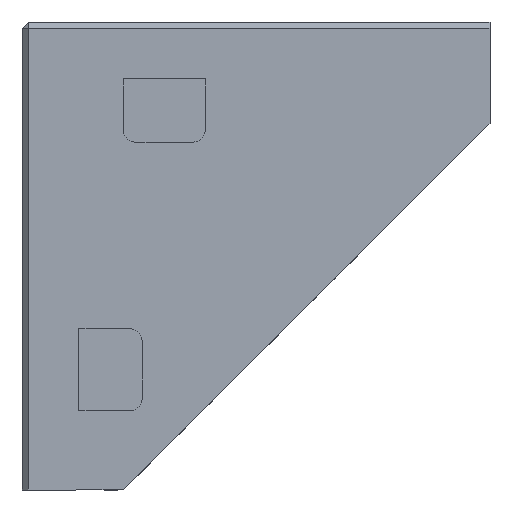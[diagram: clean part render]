
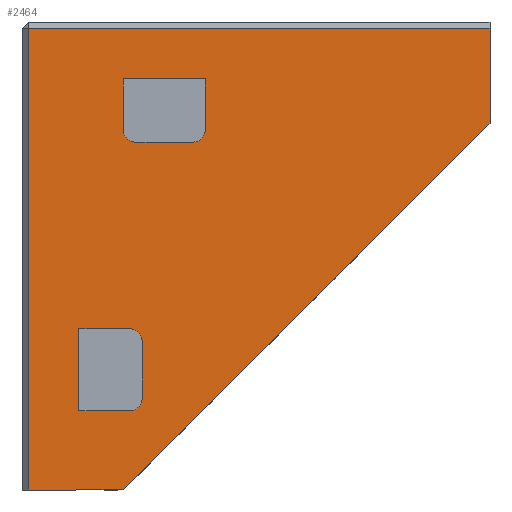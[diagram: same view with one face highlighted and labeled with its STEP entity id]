
A CAD part, front view. The second image highlights one B-rep face of the part: STEP entity #2464.
In plain terms, the highlighted planar face has unit normal (0, -1, 0).
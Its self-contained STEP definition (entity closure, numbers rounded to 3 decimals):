
#44 = CARTESIAN_POINT ( 'NONE',  ( -5.65, 0., 9. ) ) ;
#98 = VECTOR ( 'NONE', #1236, 1000. ) ;
#231 = DIRECTION ( 'NONE',  ( 0., -1., 0. ) ) ;
#239 = VERTEX_POINT ( 'NONE', #1761 ) ;
#243 = VECTOR ( 'NONE', #1631, 1000. ) ;
#291 = CIRCLE ( 'NONE', #3283, 1. ) ;
#308 = EDGE_LOOP ( 'NONE', ( #3085, #360, #373, #2709, #2819, #2749 ) ) ;
#316 = VECTOR ( 'NONE', #3104, 1000. ) ;
#346 = ORIENTED_EDGE ( 'NONE', *, *, #651, .F. ) ;
#360 = ORIENTED_EDGE ( 'NONE', *, *, #1244, .F. ) ;
#373 = ORIENTED_EDGE ( 'NONE', *, *, #2689, .F. ) ;
#377 = LINE ( 'NONE', #1473, #2913 ) ;
#398 = LINE ( 'NONE', #725, #2344 ) ;
#443 = CARTESIAN_POINT ( 'NONE',  ( -18.5, 0., 18. ) ) ;
#445 = CARTESIAN_POINT ( 'NONE',  ( 0., 0., 0. ) ) ;
#505 = PLANE ( 'NONE',  #3340 ) ;
#516 = CARTESIAN_POINT ( 'NONE',  ( -14., 0., -10.5 ) ) ;
#523 = DIRECTION ( 'NONE',  ( 0., 0., -1. ) ) ;
#540 = ORIENTED_EDGE ( 'NONE', *, *, #3088, .T. ) ;
#557 = CARTESIAN_POINT ( 'NONE',  ( -10., 0., -12.25 ) ) ;
#567 = DIRECTION ( 'NONE',  ( 0., 0., -1. ) ) ;
#651 = EDGE_CURVE ( 'NONE', #2197, #1962, #2865, .T. ) ;
#725 = CARTESIAN_POINT ( 'NONE',  ( -10., 0., -5.75 ) ) ;
#735 = CARTESIAN_POINT ( 'NONE',  ( -4., 0., 10. ) ) ;
#749 = VECTOR ( 'NONE', #3287, 1000. ) ;
#761 = FACE_OUTER_BOUND ( 'NONE', #1781, .T. ) ;
#782 = CARTESIAN_POINT ( 'NONE',  ( -10.5, 0., 14. ) ) ;
#787 = DIRECTION ( 'NONE',  ( 0., 0., -1. ) ) ;
#799 = ORIENTED_EDGE ( 'NONE', *, *, #1170, .F. ) ;
#841 = VERTEX_POINT ( 'NONE', #782 ) ;
#870 = ORIENTED_EDGE ( 'NONE', *, *, #1374, .T. ) ;
#895 = EDGE_CURVE ( 'NONE', #1962, #841, #2458, .T. ) ;
#899 = VERTEX_POINT ( 'NONE', #921 ) ;
#900 = VECTOR ( 'NONE', #523, 1000. ) ;
#921 = CARTESIAN_POINT ( 'NONE',  ( 18.5, 0., 10.5 ) ) ;
#934 = CARTESIAN_POINT ( 'NONE',  ( -9., 0., -11.25 ) ) ;
#1060 = EDGE_CURVE ( 'NONE', #2272, #2197, #291, .T. ) ;
#1082 = DIRECTION ( 'NONE',  ( 0., -1., 0. ) ) ;
#1095 = EDGE_CURVE ( 'NONE', #1173, #2058, #377, .T. ) ;
#1106 = ORIENTED_EDGE ( 'NONE', *, *, #895, .F. ) ;
#1133 = CARTESIAN_POINT ( 'NONE',  ( -18., 0., -18.5 ) ) ;
#1170 = EDGE_CURVE ( 'NONE', #2747, #899, #1377, .T. ) ;
#1173 = VERTEX_POINT ( 'NONE', #934 ) ;
#1187 = DIRECTION ( 'NONE',  ( 0., 0., -1. ) ) ;
#1205 = CARTESIAN_POINT ( 'NONE',  ( -9.5, 0., 10. ) ) ;
#1236 = DIRECTION ( 'NONE',  ( 0., 0., -1. ) ) ;
#1244 = EDGE_CURVE ( 'NONE', #1696, #2652, #2429, .T. ) ;
#1258 = CARTESIAN_POINT ( 'NONE',  ( -14., 0., -12.25 ) ) ;
#1291 = DIRECTION ( 'NONE',  ( 0., 0., -1. ) ) ;
#1299 = ORIENTED_EDGE ( 'NONE', *, *, #2088, .F. ) ;
#1330 = FACE_BOUND ( 'NONE', #308, .T. ) ;
#1349 = LINE ( 'NONE', #2194, #243 ) ;
#1374 = EDGE_CURVE ( 'NONE', #2080, #899, #1349, .T. ) ;
#1377 = LINE ( 'NONE', #2247, #2764 ) ;
#1431 = DIRECTION ( 'NONE',  ( -1., 0., 0. ) ) ;
#1473 = CARTESIAN_POINT ( 'NONE',  ( -9., 0., -7.4 ) ) ;
#1489 = DIRECTION ( 'NONE',  ( -1., 0., 0. ) ) ;
#1628 = CARTESIAN_POINT ( 'NONE',  ( -10., 0., -6.75 ) ) ;
#1631 = DIRECTION ( 'NONE',  ( 0.707, 0., 0.707 ) ) ;
#1647 = DIRECTION ( 'NONE',  ( 0., -1., 0. ) ) ;
#1649 = CARTESIAN_POINT ( 'NONE',  ( 18.5, 0., 18. ) ) ;
#1665 = DIRECTION ( 'NONE',  ( 0., 0., -1. ) ) ;
#1696 = VERTEX_POINT ( 'NONE', #1258 ) ;
#1697 = VERTEX_POINT ( 'NONE', #2057 ) ;
#1703 = CARTESIAN_POINT ( 'NONE',  ( -8.75, 0., 14. ) ) ;
#1710 = DIRECTION ( 'NONE',  ( 0., 0., -1. ) ) ;
#1761 = CARTESIAN_POINT ( 'NONE',  ( -10., 0., -5.75 ) ) ;
#1774 = CARTESIAN_POINT ( 'NONE',  ( -5., 0., 10. ) ) ;
#1781 = EDGE_LOOP ( 'NONE', ( #540, #2799, #2813, #870, #799 ) ) ;
#1789 = DIRECTION ( 'NONE',  ( 0., -1., 0. ) ) ;
#1841 = VERTEX_POINT ( 'NONE', #2284 ) ;
#1849 = CARTESIAN_POINT ( 'NONE',  ( -10., 0., -11.25 ) ) ;
#1890 = DIRECTION ( 'NONE',  ( 0., -1., 0. ) ) ;
#1962 = VERTEX_POINT ( 'NONE', #2213 ) ;
#1985 = VECTOR ( 'NONE', #2992, 1000. ) ;
#1988 = LINE ( 'NONE', #1133, #98 ) ;
#1989 = LINE ( 'NONE', #443, #1985 ) ;
#2017 = EDGE_CURVE ( 'NONE', #841, #1841, #2800, .T. ) ;
#2033 = CIRCLE ( 'NONE', #3199, 1. ) ;
#2039 = EDGE_CURVE ( 'NONE', #2080, #2917, #2168, .T. ) ;
#2057 = CARTESIAN_POINT ( 'NONE',  ( -18., 0., 18. ) ) ;
#2058 = VERTEX_POINT ( 'NONE', #2607 ) ;
#2063 = CARTESIAN_POINT ( 'NONE',  ( -14., 0., -12.25 ) ) ;
#2064 = ORIENTED_EDGE ( 'NONE', *, *, #2017, .F. ) ;
#2073 = VECTOR ( 'NONE', #1431, 1000. ) ;
#2074 = VERTEX_POINT ( 'NONE', #3142 ) ;
#2080 = VERTEX_POINT ( 'NONE', #2123 ) ;
#2088 = EDGE_CURVE ( 'NONE', #1841, #2527, #2033, .T. ) ;
#2099 = DIRECTION ( 'NONE',  ( 0., 0., -1. ) ) ;
#2123 = CARTESIAN_POINT ( 'NONE',  ( -10.5, 0., -18.5 ) ) ;
#2134 = ORIENTED_EDGE ( 'NONE', *, *, #2637, .F. ) ;
#2143 = DIRECTION ( 'NONE',  ( 1., 0., 0. ) ) ;
#2158 = VECTOR ( 'NONE', #2346, 1000. ) ;
#2168 = LINE ( 'NONE', #2918, #2073 ) ;
#2194 = CARTESIAN_POINT ( 'NONE',  ( 18.5, 0., 10.5 ) ) ;
#2197 = VERTEX_POINT ( 'NONE', #2772 ) ;
#2213 = CARTESIAN_POINT ( 'NONE',  ( -4., 0., 14. ) ) ;
#2247 = CARTESIAN_POINT ( 'NONE',  ( 18.5, 0., 18.5 ) ) ;
#2272 = VERTEX_POINT ( 'NONE', #3153 ) ;
#2284 = CARTESIAN_POINT ( 'NONE',  ( -10.5, 0., 10. ) ) ;
#2344 = VECTOR ( 'NONE', #1489, 1000. ) ;
#2346 = DIRECTION ( 'NONE',  ( 0., 0., 1. ) ) ;
#2348 = EDGE_LOOP ( 'NONE', ( #3314, #2134, #1299, #2064, #1106, #346 ) ) ;
#2359 = VECTOR ( 'NONE', #787, 1000. ) ;
#2374 = CARTESIAN_POINT ( 'NONE',  ( -9.5, 0., 9. ) ) ;
#2429 = LINE ( 'NONE', #2063, #3110 ) ;
#2458 = LINE ( 'NONE', #1703, #749 ) ;
#2464 = ADVANCED_FACE ( 'NONE', ( #1330, #2651, #761 ), #505, .T. ) ;
#2493 = EDGE_CURVE ( 'NONE', #2652, #1173, #2827, .T. ) ;
#2527 = VERTEX_POINT ( 'NONE', #2374 ) ;
#2552 = AXIS2_PLACEMENT_3D ( 'NONE', #1849, #1890, #2099 ) ;
#2607 = CARTESIAN_POINT ( 'NONE',  ( -9., 0., -6.75 ) ) ;
#2623 = EDGE_CURVE ( 'NONE', #239, #2074, #398, .T. ) ;
#2637 = EDGE_CURVE ( 'NONE', #2527, #2272, #2703, .T. ) ;
#2651 = FACE_BOUND ( 'NONE', #2348, .T. ) ;
#2652 = VERTEX_POINT ( 'NONE', #557 ) ;
#2672 = EDGE_CURVE ( 'NONE', #1697, #2917, #1988, .T. ) ;
#2689 = EDGE_CURVE ( 'NONE', #2074, #1696, #2795, .T. ) ;
#2703 = LINE ( 'NONE', #44, #316 ) ;
#2709 = ORIENTED_EDGE ( 'NONE', *, *, #2623, .F. ) ;
#2747 = VERTEX_POINT ( 'NONE', #1649 ) ;
#2749 = ORIENTED_EDGE ( 'NONE', *, *, #1095, .F. ) ;
#2751 = CARTESIAN_POINT ( 'NONE',  ( -18., 0., -18.5 ) ) ;
#2764 = VECTOR ( 'NONE', #1291, 1000. ) ;
#2772 = CARTESIAN_POINT ( 'NONE',  ( -4., 0., 10. ) ) ;
#2795 = LINE ( 'NONE', #516, #900 ) ;
#2799 = ORIENTED_EDGE ( 'NONE', *, *, #2672, .T. ) ;
#2800 = LINE ( 'NONE', #3325, #2359 ) ;
#2813 = ORIENTED_EDGE ( 'NONE', *, *, #2039, .F. ) ;
#2819 = ORIENTED_EDGE ( 'NONE', *, *, #2860, .F. ) ;
#2827 = CIRCLE ( 'NONE', #2552, 1. ) ;
#2857 = DIRECTION ( 'NONE',  ( 0., 0., 1. ) ) ;
#2860 = EDGE_CURVE ( 'NONE', #2058, #239, #3064, .T. ) ;
#2865 = LINE ( 'NONE', #735, #2158 ) ;
#2913 = VECTOR ( 'NONE', #2857, 1000. ) ;
#2917 = VERTEX_POINT ( 'NONE', #2751 ) ;
#2918 = CARTESIAN_POINT ( 'NONE',  ( -18.5, 0., -18.5 ) ) ;
#2992 = DIRECTION ( 'NONE',  ( -1., 0., 0. ) ) ;
#3064 = CIRCLE ( 'NONE', #3261, 1. ) ;
#3085 = ORIENTED_EDGE ( 'NONE', *, *, #2493, .F. ) ;
#3088 = EDGE_CURVE ( 'NONE', #2747, #1697, #1989, .T. ) ;
#3104 = DIRECTION ( 'NONE',  ( 1., 0., 0. ) ) ;
#3110 = VECTOR ( 'NONE', #2143, 1000. ) ;
#3142 = CARTESIAN_POINT ( 'NONE',  ( -14., 0., -5.75 ) ) ;
#3153 = CARTESIAN_POINT ( 'NONE',  ( -5., 0., 9. ) ) ;
#3199 = AXIS2_PLACEMENT_3D ( 'NONE', #1205, #1082, #1187 ) ;
#3261 = AXIS2_PLACEMENT_3D ( 'NONE', #1628, #1647, #1665 ) ;
#3283 = AXIS2_PLACEMENT_3D ( 'NONE', #1774, #1789, #1710 ) ;
#3287 = DIRECTION ( 'NONE',  ( -1., 0., 0. ) ) ;
#3314 = ORIENTED_EDGE ( 'NONE', *, *, #1060, .F. ) ;
#3325 = CARTESIAN_POINT ( 'NONE',  ( -10.5, 0., 14. ) ) ;
#3340 = AXIS2_PLACEMENT_3D ( 'NONE', #445, #231, #567 ) ;
